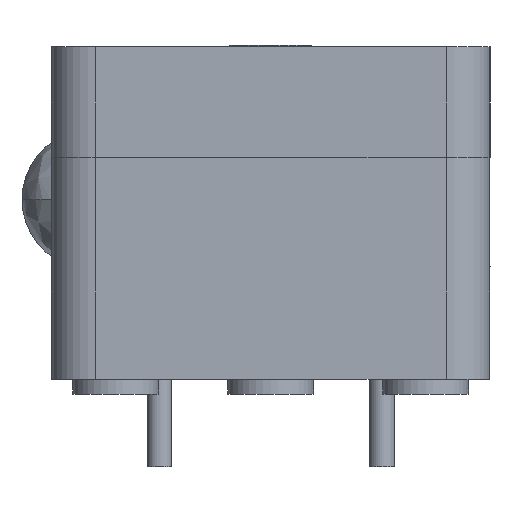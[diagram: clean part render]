
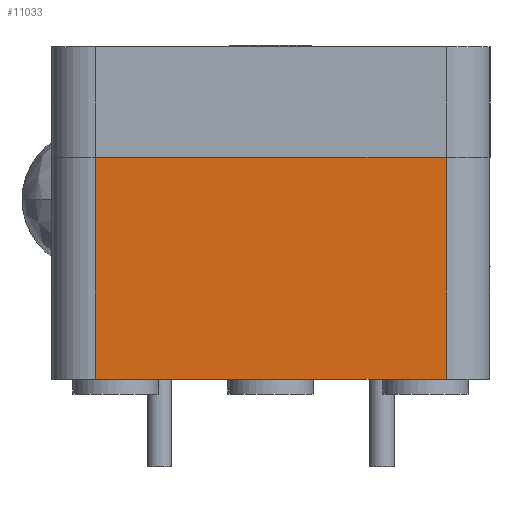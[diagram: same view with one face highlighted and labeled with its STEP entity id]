
A CAD part, left-side view. The second image highlights one B-rep face of the part: STEP entity #11033.
In plain terms, the highlighted planar face has unit normal (-1, 0, 0).
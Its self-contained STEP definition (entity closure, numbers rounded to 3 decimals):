
#872 = CARTESIAN_POINT ( 'NONE',  ( -25.2, 6.01, 0. ) ) ;
#1448 = VERTEX_POINT ( 'NONE', #10320 ) ;
#2954 = CARTESIAN_POINT ( 'NONE',  ( -25.2, 6.01, 0. ) ) ;
#4107 = CARTESIAN_POINT ( 'NONE',  ( -25.2, -7.51, 0. ) ) ;
#4399 = LINE ( 'NONE', #8423, #21234 ) ;
#6887 = ORIENTED_EDGE ( 'NONE', *, *, #11758, .F. ) ;
#7435 = EDGE_CURVE ( 'NONE', #24092, #13726, #25735, .T. ) ;
#8304 = DIRECTION ( 'NONE',  ( 0., -1., 0. ) ) ;
#8423 = CARTESIAN_POINT ( 'NONE',  ( -25.2, -7.51, 7.6 ) ) ;
#8674 = VECTOR ( 'NONE', #19365, 1000. ) ;
#8812 = DIRECTION ( 'NONE',  ( 0., 0., 1. ) ) ;
#9275 = EDGE_CURVE ( 'NONE', #22035, #1448, #4399, .T. ) ;
#10320 = CARTESIAN_POINT ( 'NONE',  ( -25.2, -6.01, 7.6 ) ) ;
#10614 = VECTOR ( 'NONE', #8812, 1000. ) ;
#10981 = CARTESIAN_POINT ( 'NONE',  ( -25.2, 6.01, 7.6 ) ) ;
#11033 = ADVANCED_FACE ( 'NONE', ( #17090 ), #15134, .F. ) ;
#11758 = EDGE_CURVE ( 'NONE', #1448, #13726, #22883, .T. ) ;
#12558 = ORIENTED_EDGE ( 'NONE', *, *, #9275, .F. ) ;
#13641 = ORIENTED_EDGE ( 'NONE', *, *, #18822, .F. ) ;
#13726 = VERTEX_POINT ( 'NONE', #14590 ) ;
#13868 = DIRECTION ( 'NONE',  ( 0., -1., 0. ) ) ;
#14590 = CARTESIAN_POINT ( 'NONE',  ( -25.2, -6.01, 0. ) ) ;
#15134 = PLANE ( 'NONE',  #16862 ) ;
#16862 = AXIS2_PLACEMENT_3D ( 'NONE', #4107, #25323, #25443 ) ;
#16965 = CARTESIAN_POINT ( 'NONE',  ( -25.2, -6.01, 0. ) ) ;
#17090 = FACE_OUTER_BOUND ( 'NONE', #23815, .T. ) ;
#18822 = EDGE_CURVE ( 'NONE', #24092, #22035, #18832, .T. ) ;
#18832 = LINE ( 'NONE', #872, #10614 ) ;
#19365 = DIRECTION ( 'NONE',  ( 0., 0., -1. ) ) ;
#19913 = VECTOR ( 'NONE', #13868, 1000. ) ;
#21234 = VECTOR ( 'NONE', #8304, 1000. ) ;
#22035 = VERTEX_POINT ( 'NONE', #10981 ) ;
#22760 = ORIENTED_EDGE ( 'NONE', *, *, #7435, .T. ) ;
#22883 = LINE ( 'NONE', #16965, #8674 ) ;
#23798 = CARTESIAN_POINT ( 'NONE',  ( -25.2, 7.51, 0. ) ) ;
#23815 = EDGE_LOOP ( 'NONE', ( #22760, #6887, #12558, #13641 ) ) ;
#24092 = VERTEX_POINT ( 'NONE', #2954 ) ;
#25323 = DIRECTION ( 'NONE',  ( 1., 0., 0. ) ) ;
#25443 = DIRECTION ( 'NONE',  ( 0., 0., -1. ) ) ;
#25735 = LINE ( 'NONE', #23798, #19913 ) ;
